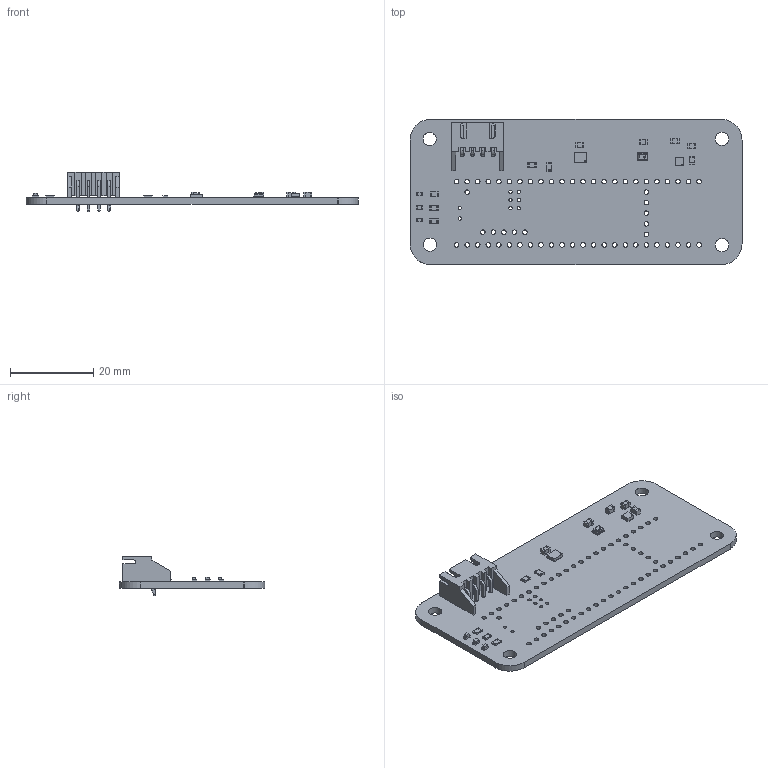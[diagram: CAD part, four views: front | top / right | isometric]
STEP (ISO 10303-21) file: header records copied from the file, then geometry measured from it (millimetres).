
FILE_DESCRIPTION(('KiCad electronic assembly'),'2;1');
FILE_NAME('phoenix.step','2025-01-25T12:43:34',('Pcbnew'),('Kicad'), 'Open CASCADE STEP processor 7.6','KiCad to STEP converter','Unknown' );
FILE_SCHEMA(('AUTOMOTIVE_DESIGN { 1 0 10303 214 1 1 1 1 }'));
Length unit declared in the file: millimetre
Products named in the file (16): phoenix 1; R_0805_2012Metric; C_0805_2012Metric; LIS3MDLTR; LSM6DSOXTR; ASM330LHHXTR; LED_0603_1608Metric; S4B-XH-A-1; BMP280; phoenix_PCB
Assembly tree (25 placements, depth 3):
  phoenix 1
    R_0805_2012Metric  x5
      R_0805_2012Metric
    C_0805_2012Metric  x5
      C_0805_2012Metric
    LIS3MDLTR
      LIS3MDLTR
    LSM6DSOXTR
      ASM330LHHXTR
    LED_0603_1608Metric  x3
      LED_0603_1608Metric
    S4B-XH-A-1
      S4B-XH-A-1
    BMP280
      BMP280
    phoenix_PCB
Bounding box: 80 x 35 x 9.5 mm (x, y, z)
Volume: 4627.4 mm3; surface area: 7189.6 mm2
Topology: 61 solids, 61 shells, 1181 faces, 2897 edges, 1882 vertices
Faces by surface type: plane 886, cylinder 279, bspline 8, torus 8
Full cylindrical faces by diameter (mm): 0.8 x8, 1 x4, 1.1 x59, 3.2 x4
Entity records: 26516 total; most frequent: CARTESIAN_POINT 4528, DIRECTION 4163, ORIENTED_EDGE 4126, EDGE_CURVE 2063, LINE 1697, VECTOR 1697, VERTEX_POINT 1342, AXIS2_PLACEMENT_3D 1233
